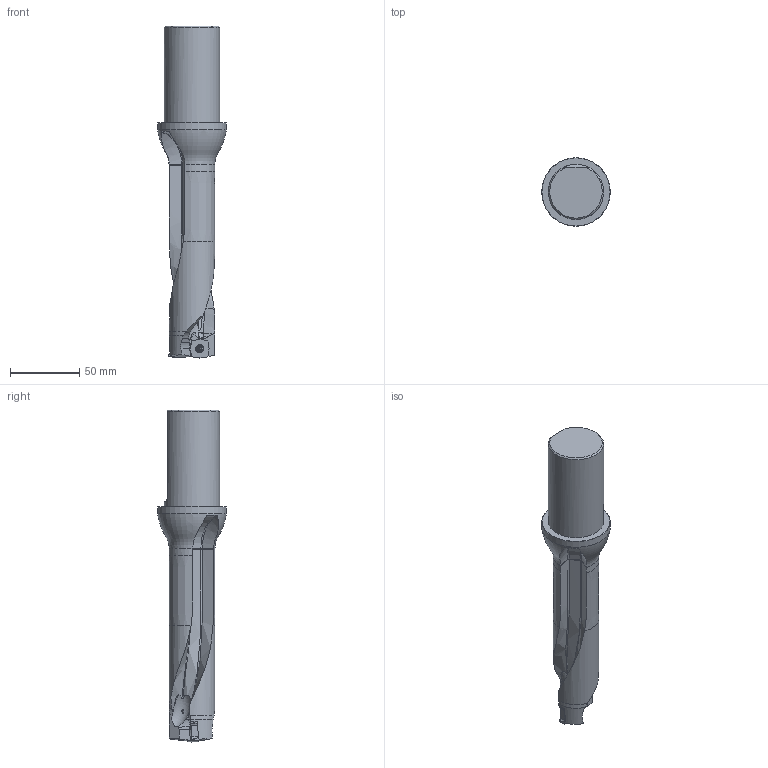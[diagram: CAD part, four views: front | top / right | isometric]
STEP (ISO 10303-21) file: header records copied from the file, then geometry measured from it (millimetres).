
FILE_DESCRIPTION(/* description */ (''),/* implementation_level */ '2;1');
FILE_NAME(/* name */ 'toolassembly_1.stp',/* time_stamp */ '2020-03-23T16:15:42+01:00',/* author */ (''),/* organization */ ('SMS'),/* preprocessor_version */ 'ST-DEVELOPER v16.7',/* originating_system */ 'SIEMENS PLM Software NX 12.0',/* authorisation */ '');
FILE_SCHEMA (('AUTOMOTIVE_DESIGN { 1 0 10303 214 3 1 1 1 }'));
Length unit declared in the file: millimetre
Products named in the file (5): CUT_20200323161510; CUT_20200323161508; NOCUT_20200323161327; ASSEMBLY_CONSTRUCTION; TOOLASSEMBLY_1
Assembly tree (4 placements, depth 2):
  TOOLASSEMBLY_1
    ASSEMBLY_CONSTRUCTION
    NOCUT_20200323161327
    CUT_20200323161508
    CUT_20200323161510
Bounding box: 49.5 x 49.5 x 239.99 mm (x, y, z)
Volume: 188752.2 mm3; surface area: 34742 mm2
Topology: 3 solids, 3 shells, 266 faces, 703 edges, 458 vertices
Faces by surface type: plane 104, cylinder 61, cone 33, extrusion 31, bspline 21, torus 11, revolution 5
Full cylindrical faces by diameter (mm): 3 x2, 4 x2, 4.8 x2, 39.992 x1, 49.5 x1
Entity records: 11573 total; most frequent: CARTESIAN_POINT 5114, ORIENTED_EDGE 1344, DIRECTION 1207, EDGE_CURVE 672, AXIS2_PLACEMENT_3D 465, VERTEX_POINT 441, EDGE_LOOP 297, VECTOR 272
